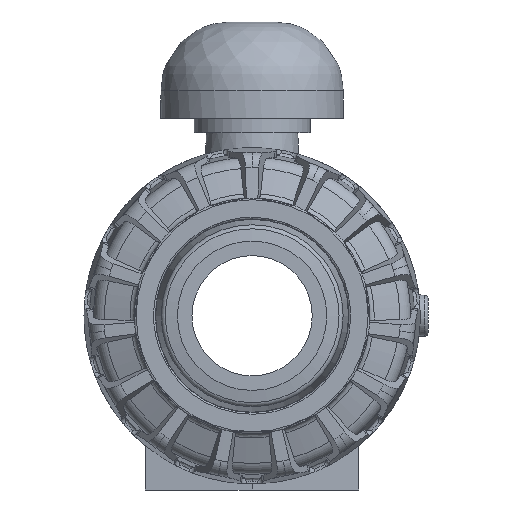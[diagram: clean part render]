
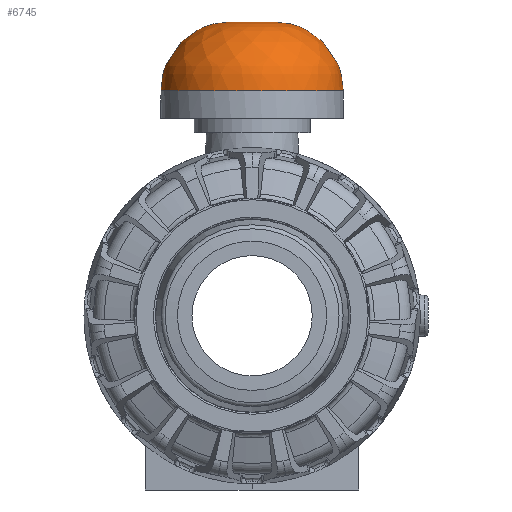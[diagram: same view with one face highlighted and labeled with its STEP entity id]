
A CAD part, left-side view. The second image highlights one B-rep face of the part: STEP entity #6745.
In plain terms, the highlighted free-form (B-spline) face has degree [2, 2] with [3, 9] control points.
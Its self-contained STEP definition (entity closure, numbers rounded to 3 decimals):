
#34=(
BOUNDED_CURVE()
B_SPLINE_CURVE(2,(#15419,#15420,#15421),.UNSPECIFIED.,.F.,.F.)
B_SPLINE_CURVE_WITH_KNOTS((3,3),(1.087,1.571),
 .UNSPECIFIED.)
CURVE()
GEOMETRIC_REPRESENTATION_ITEM()
RATIONAL_B_SPLINE_CURVE((0.875,0.91,1.))
REPRESENTATION_ITEM($)
);
#47=(
BOUNDED_SURFACE()
B_SPLINE_SURFACE(2,2,((#15373,#15374,#15375,#15376,#15377,#15378,#15379,
#15380,#15381),(#15382,#15383,#15384,#15385,#15386,#15387,#15388,#15389,
#15390),(#15391,#15392,#15393,#15394,#15395,#15396,#15397,#15398,#15399)),
 .UNSPECIFIED.,.F.,.T.,.F.)
B_SPLINE_SURFACE_WITH_KNOTS((3,3),(3,2,2,2,3),(-1.571,0.),
(-3.142,-1.571,0.,1.571,3.142),
 .UNSPECIFIED.)
GEOMETRIC_REPRESENTATION_ITEM()
RATIONAL_B_SPLINE_SURFACE(((1.,0.707,1.,0.707,1.,
0.707,1.,0.707,1.),(0.707,0.5,
0.707,0.5,0.707,0.5,
0.707,0.5,0.707),(1.,0.707,
1.,0.707,1.,0.707,1.,0.707,1.)))
REPRESENTATION_ITEM($)
SURFACE()
);
#1153=B_SPLINE_CURVE_WITH_KNOTS($,3,(#15404,#15405,#15406,#15407,#15408,
#15409,#15410,#15411,#15412,#15413,#15414,#15415),.UNSPECIFIED.,.F.,.F.,
(4,2,2,2,2,4),(7.859,8.241,9.711,11.212,
12.643,12.647),.UNSPECIFIED.);
#1154=B_SPLINE_CURVE_WITH_KNOTS($,3,(#15425,#15426,#15427,#15428,#15429,
#15430,#15431,#15432,#15433,#15434),.UNSPECIFIED.,.F.,.F.,(4,2,2,2,4),(0.,
1.426,2.889,4.29,4.775),
 .UNSPECIFIED.);
#1675=FACE_OUTER_BOUND($,#2088,.T.);
#2088=EDGE_LOOP($,(#6128,#6129,#6130,#6131,#6132,#6133,#6134,#6135));
#2412=CIRCLE($,#7516,55.);
#2413=CIRCLE($,#7517,32.295);
#2414=CIRCLE($,#7518,13.5);
#2415=CIRCLE($,#7519,32.295);
#3091=VERTEX_POINT($,#15400);
#3092=VERTEX_POINT($,#15401);
#3093=VERTEX_POINT($,#15403);
#3094=VERTEX_POINT($,#15416);
#3095=VERTEX_POINT($,#15418);
#3096=VERTEX_POINT($,#15423);
#4112=EDGE_CURVE($,#3091,#3092,#2412,.T.);
#4113=EDGE_CURVE($,#3093,#3091,#1153,.T.);
#4114=EDGE_CURVE($,#3094,#3093,#2413,.T.);
#4115=EDGE_CURVE($,#3094,#3095,#34,.T.);
#4116=EDGE_CURVE($,#3095,#3095,#2414,.T.);
#4117=EDGE_CURVE($,#3096,#3094,#2415,.T.);
#4118=EDGE_CURVE($,#3092,#3096,#1154,.T.);
#6128=ORIENTED_EDGE($,*,*,#4112,.F.);
#6129=ORIENTED_EDGE($,*,*,#4113,.F.);
#6130=ORIENTED_EDGE($,*,*,#4114,.F.);
#6131=ORIENTED_EDGE($,*,*,#4115,.T.);
#6132=ORIENTED_EDGE($,*,*,#4116,.T.);
#6133=ORIENTED_EDGE($,*,*,#4115,.F.);
#6134=ORIENTED_EDGE($,*,*,#4117,.F.);
#6135=ORIENTED_EDGE($,*,*,#4118,.F.);
#6745=ADVANCED_FACE($,(#1675),#47,.F.);
#7516=AXIS2_PLACEMENT_3D($,#15402,#9246,#9247);
#7517=AXIS2_PLACEMENT_3D($,#15417,#9248,#9249);
#7518=AXIS2_PLACEMENT_3D($,#15422,#9250,#9251);
#7519=AXIS2_PLACEMENT_3D($,#15424,#9252,#9253);
#9246=DIRECTION('center_axis',(0.,0.,-1.));
#9247=DIRECTION('ref_axis',(-1.,0.,0.));
#9248=DIRECTION('center_axis',(0.,0.,-1.));
#9249=DIRECTION('ref_axis',(-1.,0.,0.));
#9250=DIRECTION('center_axis',(0.,0.,-1.));
#9251=DIRECTION('ref_axis',(-1.,0.,0.));
#9252=DIRECTION('center_axis',(0.,0.,-1.));
#9253=DIRECTION('ref_axis',(-1.,0.,0.));
#15373=CARTESIAN_POINT('Ctrl Pts',(13.5,0.,58.));
#15374=CARTESIAN_POINT('Ctrl Pts',(13.5,-13.5,58.));
#15375=CARTESIAN_POINT('Ctrl Pts',(0.,-13.5,
58.));
#15376=CARTESIAN_POINT('Ctrl Pts',(-13.5,-13.5,
58.));
#15377=CARTESIAN_POINT('Ctrl Pts',(-13.5,0.,
58.));
#15378=CARTESIAN_POINT('Ctrl Pts',(-13.5,13.5,58.));
#15379=CARTESIAN_POINT('Ctrl Pts',(0.,13.5,
58.));
#15380=CARTESIAN_POINT('Ctrl Pts',(13.5,13.5,58.));
#15381=CARTESIAN_POINT('Ctrl Pts',(13.5,0.,58.));
#15382=CARTESIAN_POINT('Ctrl Pts',(55.,0.,
58.));
#15383=CARTESIAN_POINT('Ctrl Pts',(55.,-55.,58.));
#15384=CARTESIAN_POINT('Ctrl Pts',(0.,-55.,
58.));
#15385=CARTESIAN_POINT('Ctrl Pts',(-55.,-55.,
58.));
#15386=CARTESIAN_POINT('Ctrl Pts',(-55.,0.,
58.));
#15387=CARTESIAN_POINT('Ctrl Pts',(-55.,55.,58.));
#15388=CARTESIAN_POINT('Ctrl Pts',(0.,55.,
58.));
#15389=CARTESIAN_POINT('Ctrl Pts',(55.,55.,58.));
#15390=CARTESIAN_POINT('Ctrl Pts',(55.,0.,
58.));
#15391=CARTESIAN_POINT('Ctrl Pts',(55.,0.,
16.5));
#15392=CARTESIAN_POINT('Ctrl Pts',(55.,-55.,16.5));
#15393=CARTESIAN_POINT('Ctrl Pts',(0.,-55.,
16.5));
#15394=CARTESIAN_POINT('Ctrl Pts',(-55.,-55.,
16.5));
#15395=CARTESIAN_POINT('Ctrl Pts',(-55.,0.,
16.5));
#15396=CARTESIAN_POINT('Ctrl Pts',(-55.,55.,16.5));
#15397=CARTESIAN_POINT('Ctrl Pts',(0.,55.,
16.5));
#15398=CARTESIAN_POINT('Ctrl Pts',(55.,55.,16.5));
#15399=CARTESIAN_POINT('Ctrl Pts',(55.,0.,
16.5));
#15400=CARTESIAN_POINT('',(49.013,-24.954,16.5));
#15401=CARTESIAN_POINT('',(49.013,24.954,16.5));
#15402=CARTESIAN_POINT('Origin',(0.,0.,16.5));
#15403=CARTESIAN_POINT('',(19.615,-25.655,53.5));
#15404=CARTESIAN_POINT('Ctrl Pts',(19.615,-25.655,53.5));
#15405=CARTESIAN_POINT('Ctrl Pts',(21.174,-25.628,53.03));
#15406=CARTESIAN_POINT('Ctrl Pts',(22.711,-25.6,52.487));
#15407=CARTESIAN_POINT('Ctrl Pts',(30.038,-25.457,49.455));
#15408=CARTESIAN_POINT('Ctrl Pts',(34.554,-25.349,46.217));
#15409=CARTESIAN_POINT('Ctrl Pts',(41.524,-25.171,39.236));
#15410=CARTESIAN_POINT('Ctrl Pts',(44.335,-25.092,35.075));
#15411=CARTESIAN_POINT('Ctrl Pts',(48.058,-24.984,26.047));
#15412=CARTESIAN_POINT('Ctrl Pts',(49.007,-24.955,21.331));
#15413=CARTESIAN_POINT('Ctrl Pts',(49.013,-24.954,16.531));
#15414=CARTESIAN_POINT('Ctrl Pts',(49.013,-24.954,16.515));
#15415=CARTESIAN_POINT('Ctrl Pts',(49.013,-24.954,16.5));
#15416=CARTESIAN_POINT('',(32.295,0.,53.5));
#15417=CARTESIAN_POINT('Origin',(0.,0.,53.5));
#15418=CARTESIAN_POINT('',(13.5,0.,58.));
#15419=CARTESIAN_POINT('Ctrl Pts',(32.295,0.,
53.5));
#15420=CARTESIAN_POINT('Ctrl Pts',(23.436,0.,
58.));
#15421=CARTESIAN_POINT('Ctrl Pts',(13.5,0.,58.));
#15422=CARTESIAN_POINT('Origin',(0.,0.,58.));
#15423=CARTESIAN_POINT('',(19.615,25.655,53.5));
#15424=CARTESIAN_POINT('Origin',(0.,0.,53.5));
#15425=CARTESIAN_POINT('Ctrl Pts',(49.013,24.954,16.5));
#15426=CARTESIAN_POINT('Ctrl Pts',(49.013,24.954,21.254));
#15427=CARTESIAN_POINT('Ctrl Pts',(48.082,24.983,25.964));
#15428=CARTESIAN_POINT('Ctrl Pts',(44.409,25.09,34.92));
#15429=CARTESIAN_POINT('Ctrl Pts',(41.67,25.167,39.035));
#15430=CARTESIAN_POINT('Ctrl Pts',(34.899,25.34,45.921));
#15431=CARTESIAN_POINT('Ctrl Pts',(30.655,25.443,49.023));
#15432=CARTESIAN_POINT('Ctrl Pts',(23.449,25.586,52.221));
#15433=CARTESIAN_POINT('Ctrl Pts',(21.552,25.622,52.916));
#15434=CARTESIAN_POINT('Ctrl Pts',(19.615,25.655,53.5));
